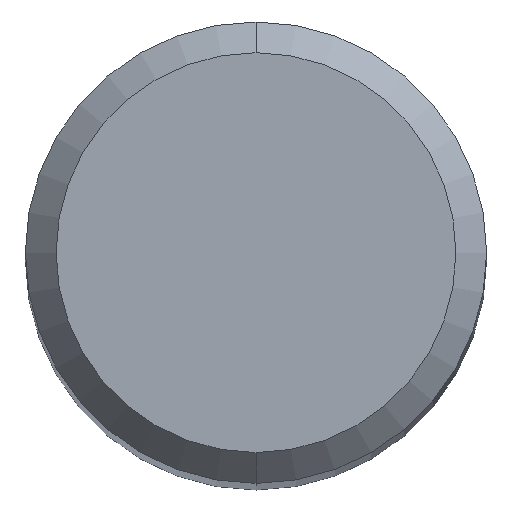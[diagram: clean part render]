
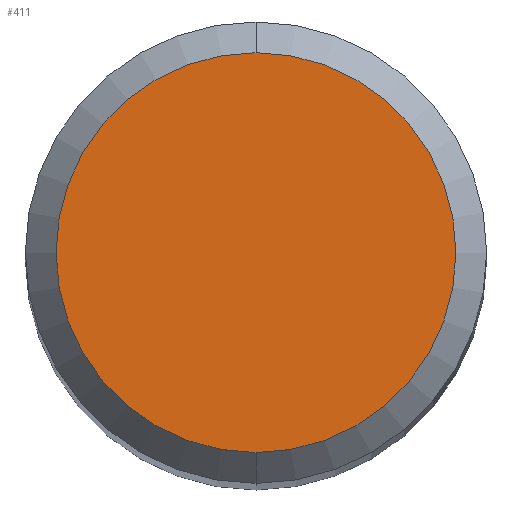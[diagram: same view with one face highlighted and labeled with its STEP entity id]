
A CAD part, top view. The second image highlights one B-rep face of the part: STEP entity #411.
In plain terms, the highlighted planar face has unit normal (0, 0, 1).
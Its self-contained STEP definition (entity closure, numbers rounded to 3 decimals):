
#281=EDGE_CURVE('',#407,#439,#596,.T.);
#397=EDGE_CURVE('',#439,#407,#725,.T.);
#407=VERTEX_POINT('',#735);
#411=ADVANCED_FACE('',(#739),#740,.T.);
#439=VERTEX_POINT('',#771);
#596=CIRCLE('',#1050,2.6);
#725=CIRCLE('',#1299,2.6);
#735=CARTESIAN_POINT('',(0.0,2.6,0.0));
#739=FACE_OUTER_BOUND('',#1334,.T.);
#740=PLANE('',#1335);
#771=CARTESIAN_POINT('',(0.,-2.6,0.0));
#1050=AXIS2_PLACEMENT_3D('',#1571,#1572,#1573);
#1299=AXIS2_PLACEMENT_3D('',#1709,#1710,#1711);
#1334=EDGE_LOOP('',(#1718,#1719));
#1335=AXIS2_PLACEMENT_3D('',#1720,#1721,#1722);
#1571=CARTESIAN_POINT('',(0.0,0.0,0.0));
#1572=DIRECTION('',(0.0,0.0,-1.0));
#1573=DIRECTION('',(0.0,1.0,0.0));
#1709=CARTESIAN_POINT('',(0.0,0.0,0.0));
#1710=DIRECTION('',(0.0,0.0,-1.0));
#1711=DIRECTION('',(0.0,1.0,0.0));
#1718=ORIENTED_EDGE('',*,*,#281,.F.);
#1719=ORIENTED_EDGE('',*,*,#397,.F.);
#1720=CARTESIAN_POINT('',(0.0,1.3,0.0));
#1721=DIRECTION('',(-0.0,0.0,1.0));
#1722=DIRECTION('',(0.0,-1.0,0.0));
